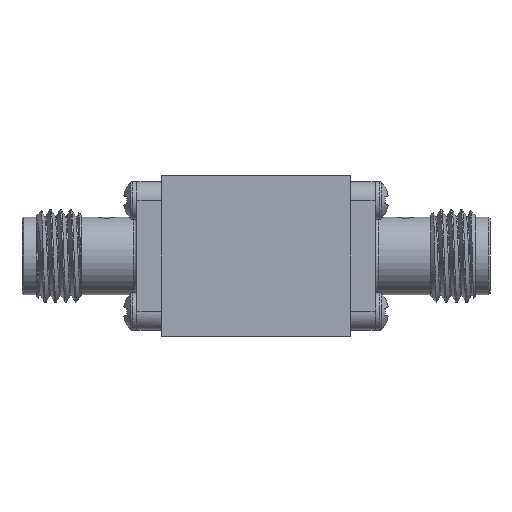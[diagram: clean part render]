
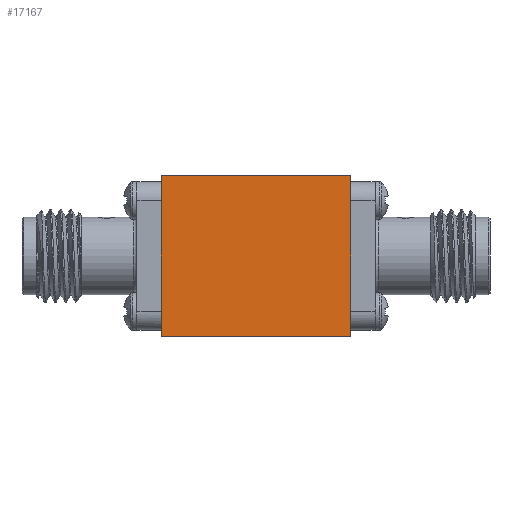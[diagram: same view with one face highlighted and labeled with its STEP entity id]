
A CAD part, left-side view. The second image highlights one B-rep face of the part: STEP entity #17167.
In plain terms, the highlighted planar face has unit normal (-1, 0, 0).
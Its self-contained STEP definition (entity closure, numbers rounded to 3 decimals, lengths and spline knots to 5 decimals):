
#7739 = VERTEX_POINT ( 'NONE', #19145 ) ;
#8817 = DIRECTION ( 'NONE',  ( 0., -1., 0. ) ) ;
#10924 = EDGE_CURVE ( 'NONE', #17780, #27558, #33949, .T. ) ;
#10931 = CARTESIAN_POINT ( 'NONE',  ( -0.66535, -0.25591, 0.21654 ) ) ;
#10985 = DIRECTION ( 'NONE',  ( 0., 1., 0. ) ) ;
#11194 = DIRECTION ( 'NONE',  ( 1., 0., 0. ) ) ;
#11544 = LINE ( 'NONE', #10931, #22099 ) ;
#11736 = ORIENTED_EDGE ( 'NONE', *, *, #10924, .T. ) ;
#12368 = DIRECTION ( 'NONE',  ( 0., -1., 0. ) ) ;
#14519 = DIRECTION ( 'NONE',  ( 0., 0., -1. ) ) ;
#14535 = VECTOR ( 'NONE', #12368, 39.37008 ) ;
#14580 = CARTESIAN_POINT ( 'NONE',  ( -0.66535, -0.25591, 0.21654 ) ) ;
#14843 = CARTESIAN_POINT ( 'NONE',  ( -0.66535, -0.25591, 0.21654 ) ) ;
#17167 = ADVANCED_FACE ( 'NONE', ( #20939 ), #17755, .F. ) ;
#17691 = DIRECTION ( 'NONE',  ( 0., 0., -1. ) ) ;
#17755 = PLANE ( 'NONE',  #23212 ) ;
#17780 = VERTEX_POINT ( 'NONE', #29544 ) ;
#17806 = EDGE_CURVE ( 'NONE', #40404, #27558, #11544, .T. ) ;
#19145 = CARTESIAN_POINT ( 'NONE',  ( -0.66535, 0.25591, 0.21654 ) ) ;
#20939 = FACE_OUTER_BOUND ( 'NONE', #21057, .T. ) ;
#21057 = EDGE_LOOP ( 'NONE', ( #11736, #32476, #30276, #34704 ) ) ;
#21076 = CARTESIAN_POINT ( 'NONE',  ( -0.66535, -0.25591, -0.21654 ) ) ;
#21728 = LINE ( 'NONE', #41356, #38898 ) ;
#22099 = VECTOR ( 'NONE', #17691, 39.37008 ) ;
#22596 = EDGE_CURVE ( 'NONE', #7739, #40404, #21728, .T. ) ;
#23212 = AXIS2_PLACEMENT_3D ( 'NONE', #14580, #11194, #10985 ) ;
#27558 = VERTEX_POINT ( 'NONE', #39870 ) ;
#29544 = CARTESIAN_POINT ( 'NONE',  ( -0.66535, 0.25591, -0.21654 ) ) ;
#30002 = VECTOR ( 'NONE', #14519, 39.37008 ) ;
#30276 = ORIENTED_EDGE ( 'NONE', *, *, #22596, .F. ) ;
#30805 = CARTESIAN_POINT ( 'NONE',  ( -0.66535, 0.25591, 0.21654 ) ) ;
#32233 = EDGE_CURVE ( 'NONE', #7739, #17780, #40321, .T. ) ;
#32476 = ORIENTED_EDGE ( 'NONE', *, *, #17806, .F. ) ;
#33949 = LINE ( 'NONE', #21076, #14535 ) ;
#34704 = ORIENTED_EDGE ( 'NONE', *, *, #32233, .T. ) ;
#38898 = VECTOR ( 'NONE', #8817, 39.37008 ) ;
#39870 = CARTESIAN_POINT ( 'NONE',  ( -0.66535, -0.25591, -0.21654 ) ) ;
#40321 = LINE ( 'NONE', #30805, #30002 ) ;
#40404 = VERTEX_POINT ( 'NONE', #14843 ) ;
#41356 = CARTESIAN_POINT ( 'NONE',  ( -0.66535, -0.25591, 0.21654 ) ) ;
